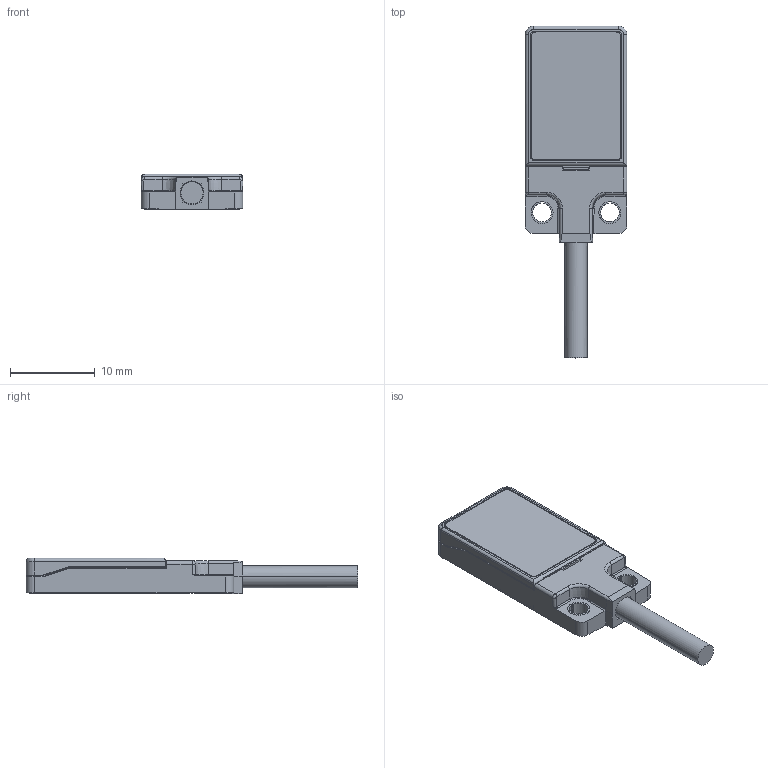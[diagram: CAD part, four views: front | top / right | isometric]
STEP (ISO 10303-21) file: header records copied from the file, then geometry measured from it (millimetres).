
FILE_DESCRIPTION((''),'2;1');
FILE_NAME('R2F1_ASM','2016-12-12T',('sereneee'),(''),'PRO/ENGINEER BY PARAMETRIC TECHNOLOGY CORPORATION, 2015440','PRO/ENGINEER BY PARAMETRIC TECHNOLOGY CORPORATION, 2015440','');
FILE_SCHEMA(('CONFIG_CONTROL_DESIGN'));
Length unit declared in the file: millimetre
Products named in the file (7): MSBR-5; MSBR-4; MSBR-3; MSBR-2; MSBR-1; _R2F1; R2F1_ASM
Assembly tree (6 placements, depth 2):
  R2F1_ASM
    MSBR-5
    MSBR-4
    MSBR-3
    MSBR-2
    MSBR-1
    _R2F1
Bounding box: 12 x 39.15 x 4.2 mm (x, y, z)
Volume: 1706.2 mm3; surface area: 3276.3 mm2
Topology: 6 solids, 6 shells, 458 faces, 1276 edges, 819 vertices
Faces by surface type: plane 265, cylinder 134, cone 21, bspline 14, torus 14, sphere 10
Entity records: 18872 total; most frequent: CARTESIAN_POINT 4119, ORIENTED_EDGE 2532, DIRECTION 2272, EDGE_CURVE 1266, VERTEX_POINT 819, VECTOR 808, LINE 808, AXIS2_PLACEMENT_3D 732
